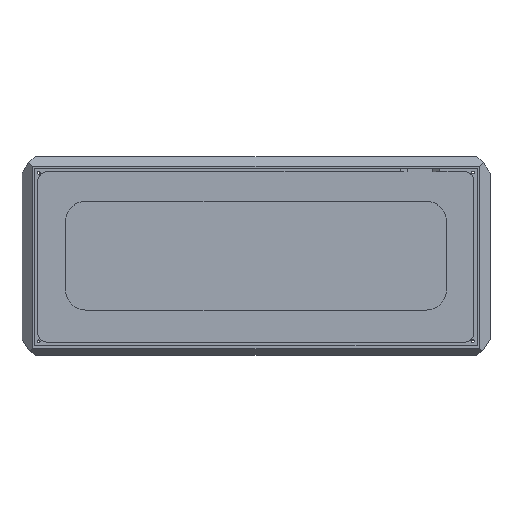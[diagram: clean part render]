
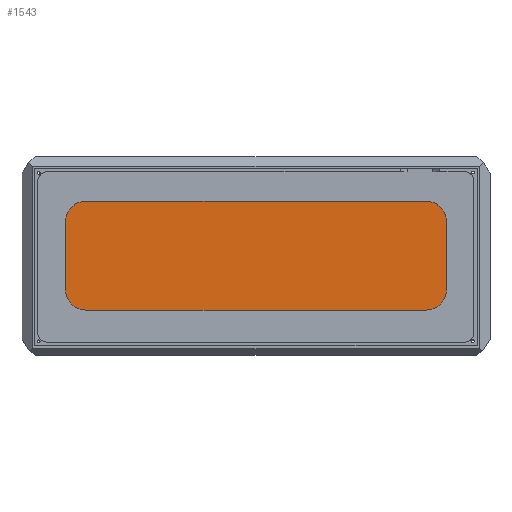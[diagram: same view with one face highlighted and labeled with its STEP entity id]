
A CAD part, top view. The second image highlights one B-rep face of the part: STEP entity #1543.
In plain terms, the highlighted planar face has unit normal (0, 0, 1).
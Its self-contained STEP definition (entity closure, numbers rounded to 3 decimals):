
#91=PLANE('',#1715);
#168=FACE_OUTER_BOUND('',#262,.T.);
#262=EDGE_LOOP('',(#1270,#1271,#1272,#1273,#1274,#1275,#1276,#1277));
#352=LINE('',#2408,#501);
#414=LINE('',#2592,#563);
#415=LINE('',#2596,#564);
#416=LINE('',#2599,#565);
#501=VECTOR('',#1928,10.);
#563=VECTOR('',#2108,10.);
#564=VECTOR('',#2111,10.);
#565=VECTOR('',#2114,10.);
#613=CIRCLE('',#1658,15.);
#615=CIRCLE('',#1661,15.);
#640=CIRCLE('',#1716,15.);
#641=CIRCLE('',#1717,15.);
#710=VERTEX_POINT('',#2404);
#712=VERTEX_POINT('',#2407);
#714=VERTEX_POINT('',#2413);
#716=VERTEX_POINT('',#2419);
#775=VERTEX_POINT('',#2591);
#776=VERTEX_POINT('',#2593);
#777=VERTEX_POINT('',#2595);
#778=VERTEX_POINT('',#2597);
#872=EDGE_CURVE('',#710,#712,#352,.T.);
#875=EDGE_CURVE('',#714,#712,#613,.T.);
#878=EDGE_CURVE('',#710,#716,#615,.T.);
#965=EDGE_CURVE('',#775,#716,#414,.T.);
#966=EDGE_CURVE('',#775,#776,#640,.T.);
#967=EDGE_CURVE('',#777,#776,#415,.T.);
#968=EDGE_CURVE('',#777,#778,#641,.T.);
#969=EDGE_CURVE('',#714,#778,#416,.T.);
#1270=ORIENTED_EDGE('',*,*,#965,.F.);
#1271=ORIENTED_EDGE('',*,*,#966,.T.);
#1272=ORIENTED_EDGE('',*,*,#967,.F.);
#1273=ORIENTED_EDGE('',*,*,#968,.T.);
#1274=ORIENTED_EDGE('',*,*,#969,.F.);
#1275=ORIENTED_EDGE('',*,*,#875,.T.);
#1276=ORIENTED_EDGE('',*,*,#872,.F.);
#1277=ORIENTED_EDGE('',*,*,#878,.T.);
#1543=ADVANCED_FACE('',(#168),#91,.F.);
#1658=AXIS2_PLACEMENT_3D('',#2414,#1933,#1934);
#1661=AXIS2_PLACEMENT_3D('',#2420,#1940,#1941);
#1715=AXIS2_PLACEMENT_3D('',#2590,#2106,#2107);
#1716=AXIS2_PLACEMENT_3D('',#2594,#2109,#2110);
#1717=AXIS2_PLACEMENT_3D('',#2598,#2112,#2113);
#1928=DIRECTION('',(0.,-1.,0.));
#1933=DIRECTION('center_axis',(0.,0.,
1.));
#1934=DIRECTION('ref_axis',(0.707,-0.707,0.));
#1940=DIRECTION('center_axis',(0.,0.,
1.));
#1941=DIRECTION('ref_axis',(0.707,0.707,0.));
#2106=DIRECTION('center_axis',(0.,0.,
-1.));
#2107=DIRECTION('ref_axis',(-1.,0.,0.));
#2108=DIRECTION('',(1.,0.,0.));
#2109=DIRECTION('center_axis',(0.,0.,
1.));
#2110=DIRECTION('ref_axis',(-0.707,0.707,0.));
#2111=DIRECTION('',(0.,1.,0.));
#2112=DIRECTION('center_axis',(0.,0.,
1.));
#2113=DIRECTION('ref_axis',(-0.707,-0.707,0.));
#2114=DIRECTION('',(-1.,0.,0.));
#2404=CARTESIAN_POINT('',(139.998,22.473,-4.293));
#2407=CARTESIAN_POINT('',(139.998,-27.527,-4.293));
#2408=CARTESIAN_POINT('',(139.998,37.473,-4.293));
#2413=CARTESIAN_POINT('',(124.998,-42.527,-4.293));
#2414=CARTESIAN_POINT('Origin',(124.998,-27.527,-4.293));
#2419=CARTESIAN_POINT('',(124.998,37.473,-4.293));
#2420=CARTESIAN_POINT('Origin',(124.998,22.473,-4.293));
#2590=CARTESIAN_POINT('Origin',(-0.146,-1.805,-4.293));
#2591=CARTESIAN_POINT('',(-125.002,37.473,-4.293));
#2592=CARTESIAN_POINT('',(-140.002,37.473,-4.293));
#2593=CARTESIAN_POINT('',(-140.002,22.473,-4.293));
#2594=CARTESIAN_POINT('Origin',(-125.002,22.473,-4.293));
#2595=CARTESIAN_POINT('',(-140.002,-27.527,-4.293));
#2596=CARTESIAN_POINT('',(-140.002,-42.527,-4.293));
#2597=CARTESIAN_POINT('',(-125.002,-42.527,-4.293));
#2598=CARTESIAN_POINT('Origin',(-125.002,-27.527,-4.293));
#2599=CARTESIAN_POINT('',(139.998,-42.527,-4.293));
